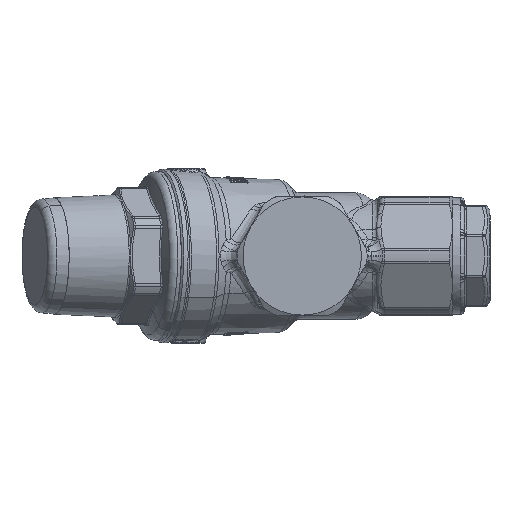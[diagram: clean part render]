
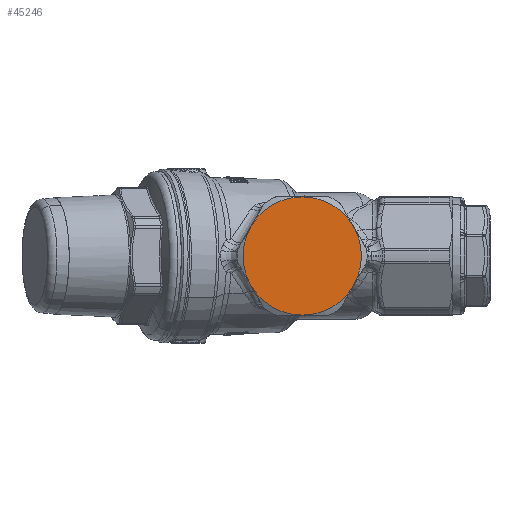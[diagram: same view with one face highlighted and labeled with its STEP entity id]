
A CAD part, left-side view. The second image highlights one B-rep face of the part: STEP entity #45246.
In plain terms, the highlighted planar face has unit normal (-1, 0, 0).
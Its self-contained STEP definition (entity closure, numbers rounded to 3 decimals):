
#31495=CARTESIAN_POINT('Vertex',(-41.5,0.,-15.75)) ;
#37821=CARTESIAN_POINT('Vertex',(-41.5,-13.64,-7.875)) ;
#37824=CARTESIAN_POINT('Axis2P3D Location',(-41.5,0.,0.)) ;
#40485=CARTESIAN_POINT('Axis2P3D Location',(-41.5,0.,0.)) ;
#40489=CARTESIAN_POINT('Vertex',(-41.5,13.64,-7.875)) ;
#42789=CARTESIAN_POINT('Axis2P3D Location',(-41.5,0.,0.)) ;
#42793=CARTESIAN_POINT('Vertex',(-41.5,13.822,-7.551)) ;
#45198=CARTESIAN_POINT('Axis2P3D Location',(-41.5,15.75,0.)) ;
#45203=CARTESIAN_POINT('Axis2P3D Location',(-41.5,0.,0.)) ;
#45207=CARTESIAN_POINT('Vertex',(-41.5,-13.822,7.551)) ;
#45209=CARTESIAN_POINT('Vertex',(-41.5,-13.64,7.875)) ;
#45212=CARTESIAN_POINT('Axis2P3D Location',(-41.5,0.,0.)) ;
#45216=CARTESIAN_POINT('Vertex',(-41.5,0.,15.75)) ;
#45219=CARTESIAN_POINT('Axis2P3D Location',(-41.5,0.,0.)) ;
#45223=CARTESIAN_POINT('Vertex',(-41.5,13.64,7.875)) ;
#45226=CARTESIAN_POINT('Axis2P3D Location',(-41.5,0.,0.)) ;
#45231=CARTESIAN_POINT('Axis2P3D Location',(-41.5,0.,0.)) ;
#37825=DIRECTION('Axis2P3D Direction',(1.,-0.,0.)) ;
#40486=DIRECTION('Axis2P3D Direction',(1.,-0.,0.)) ;
#42790=DIRECTION('Axis2P3D Direction',(1.,-0.,0.)) ;
#45199=DIRECTION('Axis2P3D Direction',(-1.,0.,0.)) ;
#45200=DIRECTION('Axis2P3D XDirection',(0.,1.,0.)) ;
#45204=DIRECTION('Axis2P3D Direction',(-1.,0.,0.)) ;
#45213=DIRECTION('Axis2P3D Direction',(-1.,0.,0.)) ;
#45220=DIRECTION('Axis2P3D Direction',(-1.,0.,0.)) ;
#45227=DIRECTION('Axis2P3D Direction',(-1.,0.,0.)) ;
#45232=DIRECTION('Axis2P3D Direction',(-1.,0.,0.)) ;
#37826=AXIS2_PLACEMENT_3D('Circle Axis2P3D',#37824,#37825,$) ;
#40487=AXIS2_PLACEMENT_3D('Circle Axis2P3D',#40485,#40486,$) ;
#42791=AXIS2_PLACEMENT_3D('Circle Axis2P3D',#42789,#42790,$) ;
#45201=AXIS2_PLACEMENT_3D('Plane Axis2P3D',#45198,#45199,#45200) ;
#45205=AXIS2_PLACEMENT_3D('Circle Axis2P3D',#45203,#45204,$) ;
#45214=AXIS2_PLACEMENT_3D('Circle Axis2P3D',#45212,#45213,$) ;
#45221=AXIS2_PLACEMENT_3D('Circle Axis2P3D',#45219,#45220,$) ;
#45228=AXIS2_PLACEMENT_3D('Circle Axis2P3D',#45226,#45227,$) ;
#45233=AXIS2_PLACEMENT_3D('Circle Axis2P3D',#45231,#45232,$) ;
#37827=CIRCLE('generated circle',#37826,15.75) ;
#40488=CIRCLE('generated circle',#40487,15.75) ;
#42792=CIRCLE('generated circle',#42791,15.75) ;
#45206=CIRCLE('generated circle',#45205,15.75) ;
#45215=CIRCLE('generated circle',#45214,15.75) ;
#45222=CIRCLE('generated circle',#45221,15.75) ;
#45229=CIRCLE('generated circle',#45228,15.75) ;
#45234=CIRCLE('generated circle',#45233,15.75) ;
#45202=PLANE('',#45201) ;
#37828=EDGE_CURVE('',#31496,#37822,#37827,.F.) ;
#40491=EDGE_CURVE('',#40490,#31496,#40488,.F.) ;
#42795=EDGE_CURVE('',#42794,#40490,#42792,.F.) ;
#45211=EDGE_CURVE('',#45208,#45210,#45206,.T.) ;
#45218=EDGE_CURVE('',#45210,#45217,#45215,.T.) ;
#45225=EDGE_CURVE('',#45217,#45224,#45222,.T.) ;
#45230=EDGE_CURVE('',#45224,#42794,#45229,.T.) ;
#45235=EDGE_CURVE('',#37822,#45208,#45234,.T.) ;
#45237=ORIENTED_EDGE('',*,*,#45211,.T.) ;
#45238=ORIENTED_EDGE('',*,*,#45218,.T.) ;
#45239=ORIENTED_EDGE('',*,*,#45225,.T.) ;
#45240=ORIENTED_EDGE('',*,*,#45230,.T.) ;
#45241=ORIENTED_EDGE('',*,*,#42795,.T.) ;
#45242=ORIENTED_EDGE('',*,*,#40491,.T.) ;
#45243=ORIENTED_EDGE('',*,*,#37828,.T.) ;
#45244=ORIENTED_EDGE('',*,*,#45235,.T.) ;
#45236=EDGE_LOOP('',(#45237,#45238,#45239,#45240,#45241,#45242,#45243,#45244)) ;
#31496=VERTEX_POINT('',#31495) ;
#37822=VERTEX_POINT('',#37821) ;
#40490=VERTEX_POINT('',#40489) ;
#42794=VERTEX_POINT('',#42793) ;
#45208=VERTEX_POINT('',#45207) ;
#45210=VERTEX_POINT('',#45209) ;
#45217=VERTEX_POINT('',#45216) ;
#45224=VERTEX_POINT('',#45223) ;
#45246=ADVANCED_FACE('PartBody',(#45245),#45202,.T.) ;
#45245=FACE_OUTER_BOUND('',#45236,.T.) ;
